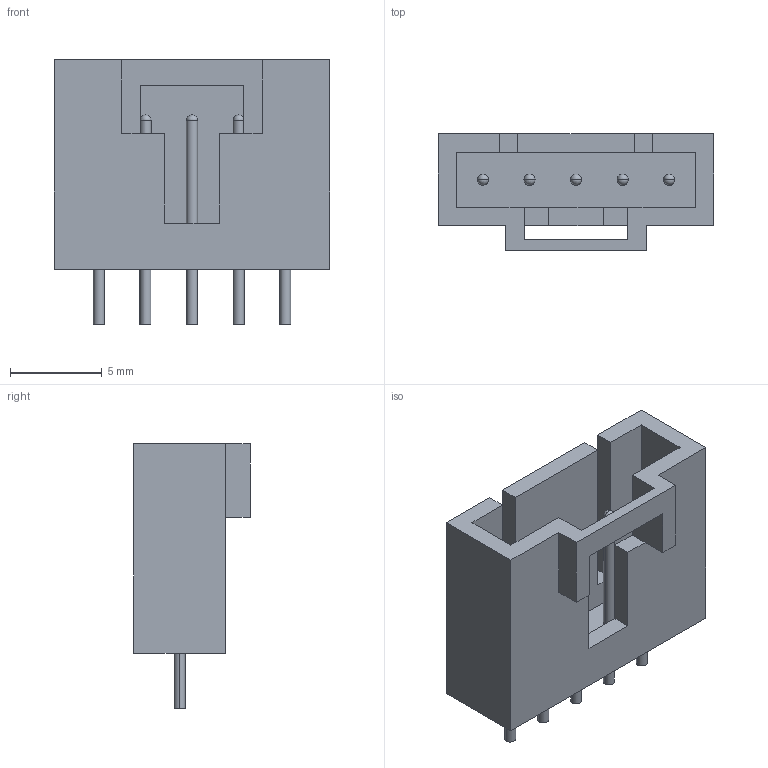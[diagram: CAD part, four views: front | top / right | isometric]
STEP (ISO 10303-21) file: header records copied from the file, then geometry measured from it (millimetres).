
FILE_DESCRIPTION (( 'STEP AP214' ), '1' );
FILE_NAME ('User Library-5pin_connector.STEP', '2015-11-25T13:12:40', ( 'Windows User' ), ( '' ), 'SwSTEP 2.0', 'SolidWorks 2016', '' );
FILE_SCHEMA (( 'AUTOMOTIVE_DESIGN' ));
Length unit declared in the file: millimetre
Products named in the file (1): User Library-5pin_connector
Bounding box: 15.04 x 6.35 x 14.4 mm (x, y, z)
Volume: 425.3 mm3; surface area: 1028.9 mm2
Topology: 1 solids, 1 shells, 70 faces, 178 edges, 114 vertices
Faces by surface type: plane 40, cylinder 20, torus 6, sphere 4
Entity records: 2506 total; most frequent: DIRECTION 368, CARTESIAN_POINT 351, ORIENTED_EDGE 340, EDGE_CURVE 170, AXIS2_PLACEMENT_3D 127, VECTOR 114, LINE 114, VERTEX_POINT 110
